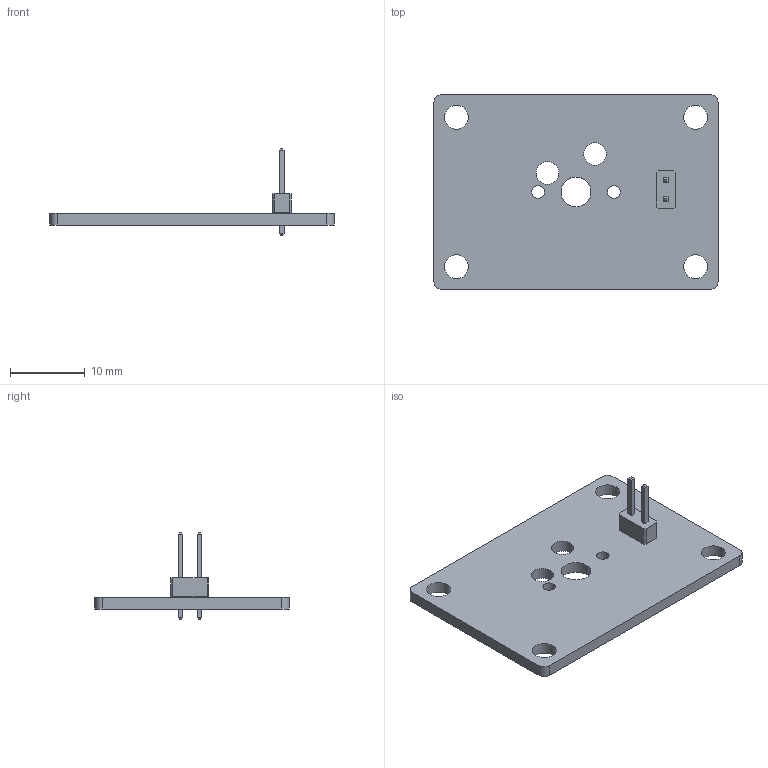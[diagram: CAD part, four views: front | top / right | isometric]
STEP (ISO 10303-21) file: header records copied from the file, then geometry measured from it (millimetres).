
FILE_DESCRIPTION(('KiCad electronic assembly'),'2;1');
FILE_NAME('hotswap-board.step','2021-03-16T00:09:41',('Pcbnew'),('Kicad' ),'Open CASCADE STEP processor 6.9','KiCad to STEP converter', 'Unknown');
FILE_SCHEMA(('AUTOMOTIVE_DESIGN { 1 0 10303 214 1 1 1 1 }'));
Length unit declared in the file: millimetre
Products named in the file (4): Open CASCADE STEP translator 6.9 1; PinHeader_2x01_P2.54mm_Vertical; SOLID; COMPOUND
Assembly tree (3 placements, depth 3):
  Open CASCADE STEP translator 6.9 1
    PinHeader_2x01_P2.54mm_Vertical
      SOLID
    COMPOUND
Bounding box: 38 x 26 x 11.54 mm (x, y, z)
Volume: 1514.5 mm3; surface area: 2295.5 mm2
Topology: 2 solids, 2 shells, 68 faces, 164 edges, 104 vertices
Faces by surface type: bspline 46, cylinder 15, plane 7
Full cylindrical faces by diameter (mm): 1 x2, 1.702 x2, 3.048 x2, 3.2 x4, 3.988 x1
Entity records: 4220 total; most frequent: CARTESIAN_POINT 1118, ORIENTED_EDGE 328, PCURVE 328, DEFINITIONAL_REPRESENTATION 328, B_SPLINE_CURVE_WITH_KNOTS 312, DIRECTION 262, EDGE_CURVE 164, SURFACE_CURVE 153
